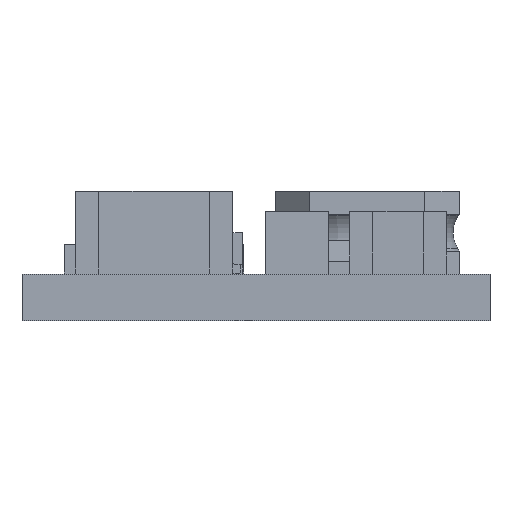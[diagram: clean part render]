
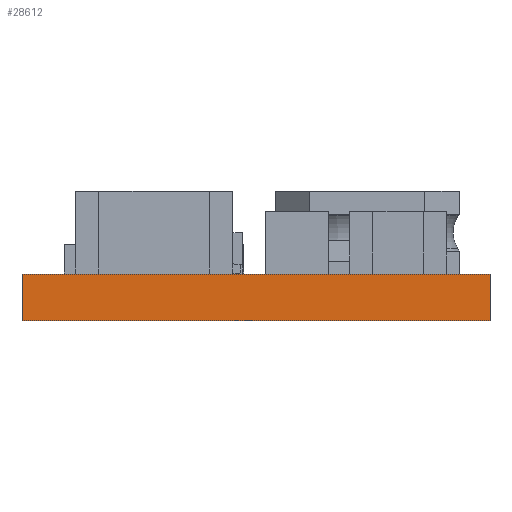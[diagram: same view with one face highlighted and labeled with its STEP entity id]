
A CAD part, front view. The second image highlights one B-rep face of the part: STEP entity #28612.
In plain terms, the highlighted planar face has unit normal (0, -1, 0).
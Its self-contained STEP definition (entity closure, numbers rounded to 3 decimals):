
#1553 = DIRECTION ( 'NONE',  ( 0., 0., -1. ) ) ;
#2223 = DIRECTION ( 'NONE',  ( 0., 1., 0. ) ) ;
#2948 = EDGE_LOOP ( 'NONE', ( #11421, #22080, #30822, #18376 ) ) ;
#3556 = VECTOR ( 'NONE', #14446, 1000. ) ;
#4570 = DIRECTION ( 'NONE',  ( 0., 0., 1. ) ) ;
#5477 = CARTESIAN_POINT ( 'NONE',  ( 0., 0., 1.016 ) ) ;
#6001 = FACE_OUTER_BOUND ( 'NONE', #2948, .T. ) ;
#6380 = CARTESIAN_POINT ( 'NONE',  ( 0., 0., 1.016 ) ) ;
#7311 = VECTOR ( 'NONE', #10847, 1000. ) ;
#9522 = VERTEX_POINT ( 'NONE', #19666 ) ;
#10571 = CARTESIAN_POINT ( 'NONE',  ( 10.16, 0., 1.016 ) ) ;
#10847 = DIRECTION ( 'NONE',  ( 1., 0., 0. ) ) ;
#11421 = ORIENTED_EDGE ( 'NONE', *, *, #20053, .T. ) ;
#14197 = LINE ( 'NONE', #5477, #7311 ) ;
#14446 = DIRECTION ( 'NONE',  ( 1., 0., 0. ) ) ;
#16383 = EDGE_CURVE ( 'NONE', #29204, #25287, #14197, .T. ) ;
#18024 = DIRECTION ( 'NONE',  ( 0., 0., -1. ) ) ;
#18376 = ORIENTED_EDGE ( 'NONE', *, *, #28584, .T. ) ;
#19666 = CARTESIAN_POINT ( 'NONE',  ( 10.16, 0., 0. ) ) ;
#19700 = LINE ( 'NONE', #6380, #20513 ) ;
#20053 = EDGE_CURVE ( 'NONE', #28553, #9522, #27298, .T. ) ;
#20104 = CARTESIAN_POINT ( 'NONE',  ( 0., 0., 1.016 ) ) ;
#20513 = VECTOR ( 'NONE', #1553, 1000. ) ;
#20819 = VECTOR ( 'NONE', #18024, 1000. ) ;
#22080 = ORIENTED_EDGE ( 'NONE', *, *, #25736, .F. ) ;
#22279 = CARTESIAN_POINT ( 'NONE',  ( 0., 0., 0. ) ) ;
#23266 = CARTESIAN_POINT ( 'NONE',  ( 10.16, 0., 1.016 ) ) ;
#24042 = AXIS2_PLACEMENT_3D ( 'NONE', #20104, #2223, #4570 ) ;
#24356 = CARTESIAN_POINT ( 'NONE',  ( 0., 0., 1.016 ) ) ;
#25287 = VERTEX_POINT ( 'NONE', #23266 ) ;
#25736 = EDGE_CURVE ( 'NONE', #25287, #9522, #27640, .T. ) ;
#27298 = LINE ( 'NONE', #29806, #3556 ) ;
#27640 = LINE ( 'NONE', #10571, #20819 ) ;
#28553 = VERTEX_POINT ( 'NONE', #22279 ) ;
#28584 = EDGE_CURVE ( 'NONE', #29204, #28553, #19700, .T. ) ;
#28612 = ADVANCED_FACE ( 'NONE', ( #6001 ), #29973, .F. ) ;
#29204 = VERTEX_POINT ( 'NONE', #24356 ) ;
#29806 = CARTESIAN_POINT ( 'NONE',  ( 0., 0., 0. ) ) ;
#29973 = PLANE ( 'NONE',  #24042 ) ;
#30822 = ORIENTED_EDGE ( 'NONE', *, *, #16383, .F. ) ;
